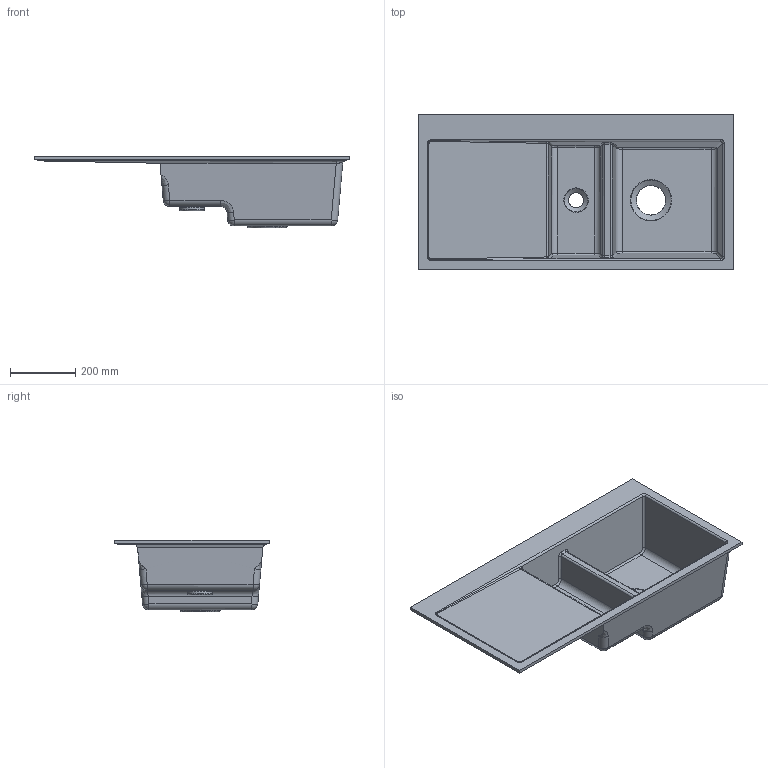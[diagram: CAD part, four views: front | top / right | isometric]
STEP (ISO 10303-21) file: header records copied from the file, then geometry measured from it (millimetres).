
FILE_DESCRIPTION(/* description */ (''),/* implementation_level */ '2;1');
FILE_NAME(/* name */ '67120F_67121F_67122F.stp',/* time_stamp */ '2022-07-12T10:52:18+02:00',/* author */ (''),/* organization */ (''),/* preprocessor_version */ 'ST-DEVELOPER v18.1',/* originating_system */ 'SIEMENS PLM Software NX 1973',/* authorisation */ '');
FILE_SCHEMA (('AUTOMOTIVE_DESIGN { 1 0 10303 214 3 1 1 1 }'));
Length unit declared in the file: millimetre
Products named in the file (1): rupp63C8EE96w81g
Bounding box: 965 x 475 x 220 mm (x, y, z)
Volume: 11632409.3 mm3; surface area: 1566656.4 mm2
Topology: 1 solids, 1 shells, 126 faces, 300 edges, 181 vertices
Faces by surface type: bspline 51, cylinder 43, plane 26, sphere 6
Full cylindrical faces by diameter (mm): 46 x1, 76 x1, 90 x1
Entity records: 6211 total; most frequent: CARTESIAN_POINT 4090, ORIENTED_EDGE 550, EDGE_CURVE 275, DIRECTION 227, B_SPLINE_CURVE_WITH_KNOTS 184, VERTEX_POINT 169, EDGE_LOOP 148, ADVANCED_FACE 126
